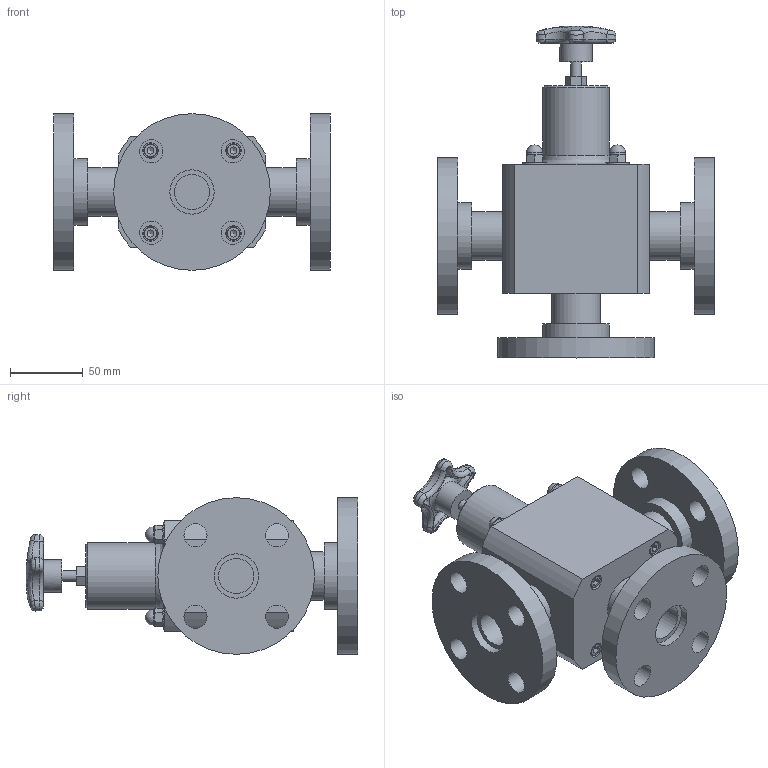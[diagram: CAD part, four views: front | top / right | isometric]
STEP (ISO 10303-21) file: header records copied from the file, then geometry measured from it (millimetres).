
FILE_DESCRIPTION((''),'2;1');
FILE_NAME('TVPF10-PP_R0.ipt.stp','2017-04-04T12:14:41',(''),(''),'Autodesk Inventor 2009','Autodesk Inventor 2009','');
FILE_SCHEMA(('AUTOMOTIVE_DESIGN { 1 0 10303 214 1 1 1 1 }'));
Length unit declared in the file: inch
Products named in the file (1): TVPF10-PP_R0
Bounding box: 190.5 x 228.59 x 107.95 mm (x, y, z)
Volume: 1139019.8 mm3; surface area: 157049.9 mm2
Topology: 1 solids, 6 shells, 380 faces, 867 edges, 533 vertices
Faces by surface type: plane 159, bspline 105, cylinder 72, sphere 17, torus 15, cone 12
Full cylindrical faces by diameter (mm): 4.445 x4, 7.442 x1, 9.525 x4, 10.998 x4, 15.875 x16, 22.098 x1, 24.308 x3, 30.607 x3, 33.401 x3, 45.72 x4, 63.5 x1, 64.135 x1, 107.95 x3
Entity records: 14652 total; most frequent: CARTESIAN_POINT 6572, ORIENTED_EDGE 1560, DIRECTION 1508, EDGE_CURVE 780, AXIS2_PLACEMENT_3D 651, VERTEX_POINT 525, EDGE_LOOP 519, FACE_OUTER_BOUND 380
